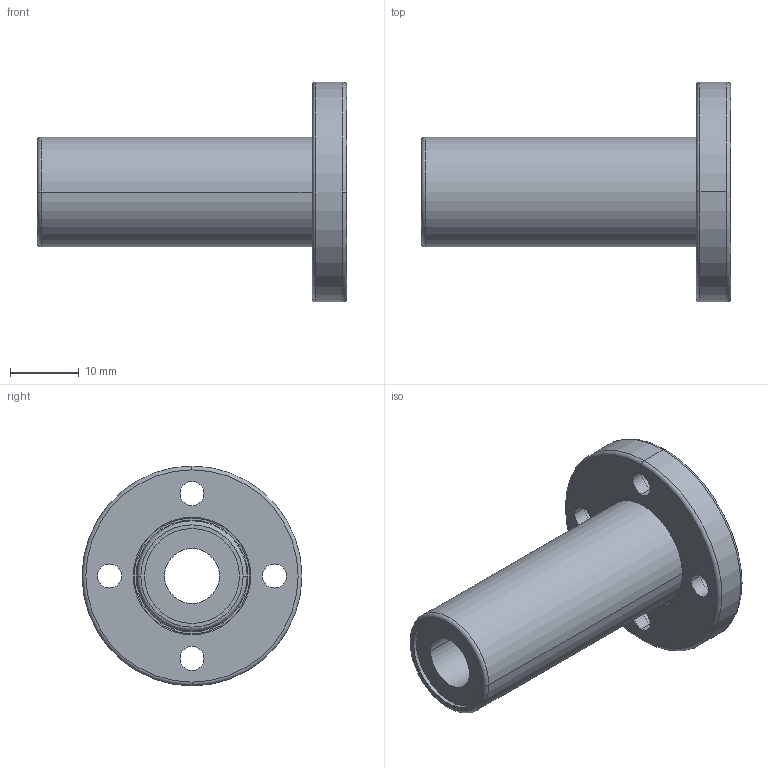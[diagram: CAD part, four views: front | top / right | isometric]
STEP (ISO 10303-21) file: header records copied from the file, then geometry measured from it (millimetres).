
FILE_DESCRIPTION (( 'STEP AP203' ), '1' );
FILE_NAME ('BallBearing_D5569C650A.step', '2021-08-10T12:52:06', ( '' ), ( '' ), 'SwSTEP 2.0', 'SolidWorks 2019', '' );
FILE_SCHEMA (( 'CONFIG_CONTROL_DESIGN' ));
Length unit declared in the file: inch
Products named in the file (3): WOZqF7OztS_CADModel_0; BallBearing_D5569C650A
Assembly tree (1 placements, depth 2):
  BallBearing_D5569C650A
    WOZqF7OztS_CADModel_0
  WOZqF7OztS_CADModel_0
Bounding box: 45 x 32 x 32 mm (x, y, z)
Volume: 9175.4 mm3; surface area: 5423.4 mm2
Topology: 1 solids, 1 shells, 48 faces, 108 edges, 70 vertices
Faces by surface type: cylinder 28, torus 10, plane 10
Entity records: 1682 total; most frequent: DIRECTION 294, CARTESIAN_POINT 231, ORIENTED_EDGE 216, AXIS2_PLACEMENT_3D 133, EDGE_CURVE 108, CIRCLE 80, VERTEX_POINT 70, EDGE_LOOP 66
